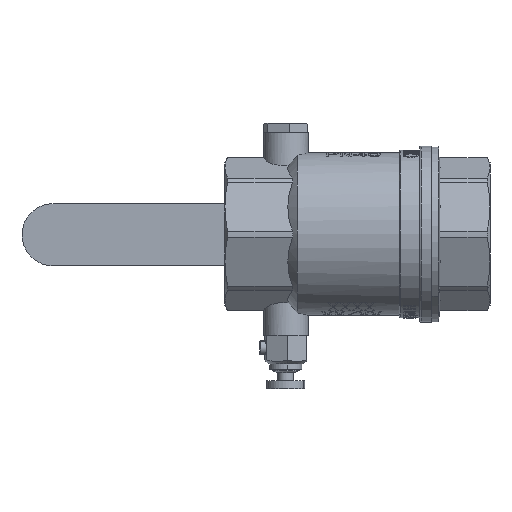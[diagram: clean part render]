
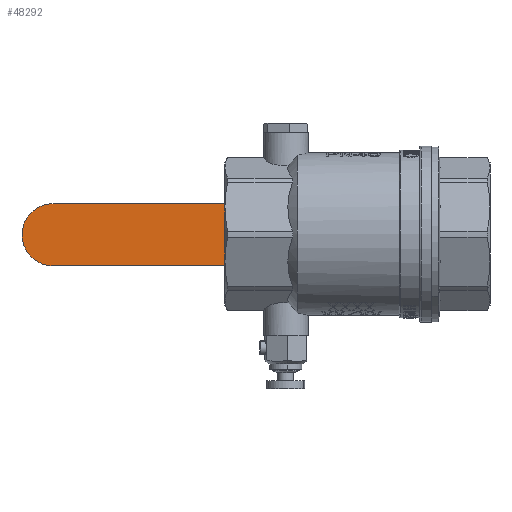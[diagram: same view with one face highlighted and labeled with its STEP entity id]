
A CAD part, front view. The second image highlights one B-rep face of the part: STEP entity #48292.
In plain terms, the highlighted planar face has unit normal (0, -1, 0).
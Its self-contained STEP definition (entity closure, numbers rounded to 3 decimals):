
#1592 = DIRECTION ( 'NONE',  ( 0., 0., 1. ) ) ;
#1633 = DIRECTION ( 'NONE',  ( 0., 1., 0. ) ) ;
#1651 = CARTESIAN_POINT ( 'NONE',  ( 115., 16.498, 0. ) ) ;
#3436 = EDGE_CURVE ( 'NONE', #36566, #18045, #49048, .T. ) ;
#4734 = EDGE_CURVE ( 'NONE', #6228, #36566, #31668, .T. ) ;
#4789 = CARTESIAN_POINT ( 'NONE',  ( 115., 16.498, -11.502 ) ) ;
#5130 = EDGE_CURVE ( 'NONE', #22078, #6228, #25110, .T. ) ;
#5320 = EDGE_CURVE ( 'NONE', #22078, #18045, #62170, .T. ) ;
#6228 = VERTEX_POINT ( 'NONE', #55524 ) ;
#11763 = AXIS2_PLACEMENT_3D ( 'NONE', #17065, #53991, #22415 ) ;
#17065 = CARTESIAN_POINT ( 'NONE',  ( 40., 16.498, 50. ) ) ;
#18045 = VERTEX_POINT ( 'NONE', #55035 ) ;
#19314 = VECTOR ( 'NONE', #62317, 1000. ) ;
#19379 = AXIS2_PLACEMENT_3D ( 'NONE', #1651, #1633, #1592 ) ;
#22078 = VERTEX_POINT ( 'NONE', #33327 ) ;
#22415 = DIRECTION ( 'NONE',  ( 0., 0., 1. ) ) ;
#25110 = LINE ( 'NONE', #54951, #39222 ) ;
#31380 = EDGE_LOOP ( 'NONE', ( #64962, #66416, #47681, #67513 ) ) ;
#31668 = CIRCLE ( 'NONE', #19379, 11.502 ) ;
#33327 = CARTESIAN_POINT ( 'NONE',  ( 42.692, 16.498, 11.502 ) ) ;
#35425 = DIRECTION ( 'NONE',  ( 0., 0., -1. ) ) ;
#36566 = VERTEX_POINT ( 'NONE', #4789 ) ;
#39222 = VECTOR ( 'NONE', #55390, 1000. ) ;
#42938 = CARTESIAN_POINT ( 'NONE',  ( 42.692, 16.498, 50. ) ) ;
#47681 = ORIENTED_EDGE ( 'NONE', *, *, #3436, .F. ) ;
#48292 = ADVANCED_FACE ( 'NONE', ( #65311 ), #53763, .F. ) ;
#49048 = LINE ( 'NONE', #62713, #19314 ) ;
#49891 = VECTOR ( 'NONE', #35425, 1000. ) ;
#53763 = PLANE ( 'NONE',  #11763 ) ;
#53991 = DIRECTION ( 'NONE',  ( 0., 1., 0. ) ) ;
#54951 = CARTESIAN_POINT ( 'NONE',  ( 40., 16.498, 11.502 ) ) ;
#55035 = CARTESIAN_POINT ( 'NONE',  ( 42.692, 16.498, -11.502 ) ) ;
#55390 = DIRECTION ( 'NONE',  ( 1., 0., 0. ) ) ;
#55524 = CARTESIAN_POINT ( 'NONE',  ( 115., 16.498, 11.502 ) ) ;
#62170 = LINE ( 'NONE', #42938, #49891 ) ;
#62317 = DIRECTION ( 'NONE',  ( -1., 0., 0. ) ) ;
#62713 = CARTESIAN_POINT ( 'NONE',  ( 40., 16.498, -11.502 ) ) ;
#64962 = ORIENTED_EDGE ( 'NONE', *, *, #5130, .F. ) ;
#65311 = FACE_OUTER_BOUND ( 'NONE', #31380, .T. ) ;
#66416 = ORIENTED_EDGE ( 'NONE', *, *, #5320, .T. ) ;
#67513 = ORIENTED_EDGE ( 'NONE', *, *, #4734, .F. ) ;
